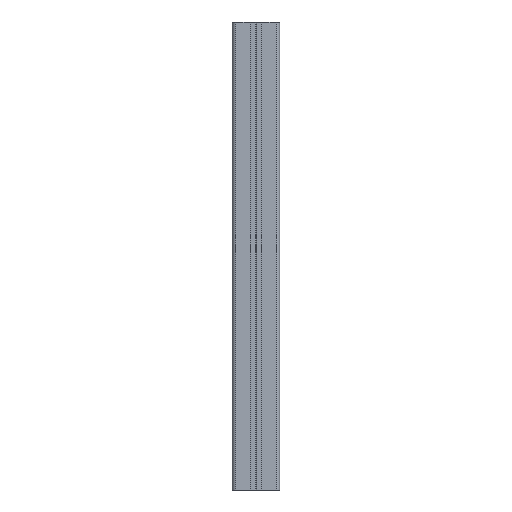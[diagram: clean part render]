
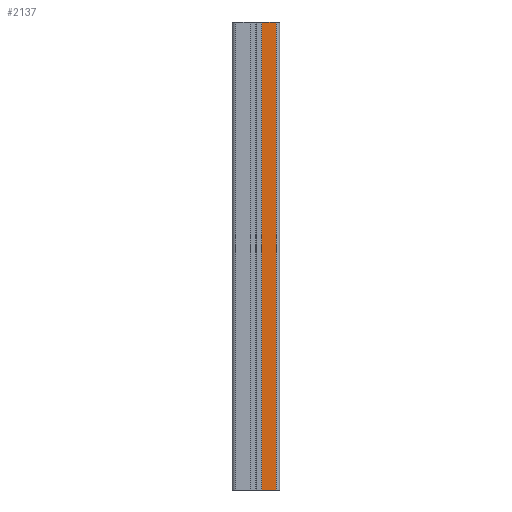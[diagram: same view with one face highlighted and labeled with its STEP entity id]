
A CAD part, left-side view. The second image highlights one B-rep face of the part: STEP entity #2137.
In plain terms, the highlighted planar face has unit normal (-1, 0, 0).
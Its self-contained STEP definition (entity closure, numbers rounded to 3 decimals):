
#348=ORIENTED_EDGE('',*,*,#917,.F.);
#349=ORIENTED_EDGE('',*,*,#993,.F.);
#350=ORIENTED_EDGE('',*,*,#835,.T.);
#351=ORIENTED_EDGE('',*,*,#994,.T.);
#835=EDGE_CURVE('',#1101,#1159,#1371,.T.);
#917=EDGE_CURVE('',#1241,#1242,#1405,.T.);
#993=EDGE_CURVE('',#1101,#1241,#1461,.T.);
#994=EDGE_CURVE('',#1159,#1242,#1462,.T.);
#1101=VERTEX_POINT('',#3061);
#1159=VERTEX_POINT('',#3177);
#1241=VERTEX_POINT('',#3342);
#1242=VERTEX_POINT('',#3344);
#1371=LINE('',#3178,#1623);
#1405=LINE('',#3343,#1657);
#1461=LINE('',#3494,#1713);
#1462=LINE('',#3496,#1714);
#1623=VECTOR('',#2506,1000.);
#1657=VECTOR('',#2638,1000.);
#1713=VECTOR('',#2736,1000.);
#1714=VECTOR('',#2739,1000.);
#1833=EDGE_LOOP('',(#348,#349,#350,#351));
#1953=FACE_BOUND('',#1833,.T.);
#2063=PLANE('',#2332);
#2137=ADVANCED_FACE('',(#1953),#2063,.T.);
#2332=AXIS2_PLACEMENT_3D('',#3495,#2737,#2738);
#2506=DIRECTION('',(0.,-1.,0.));
#2638=DIRECTION('',(0.,-1.,0.));
#2736=DIRECTION('',(0.,0.,1.));
#2737=DIRECTION('',(-1.,0.,0.));
#2738=DIRECTION('',(0.,0.,1.));
#2739=DIRECTION('',(0.,0.,1.));
#3061=CARTESIAN_POINT('',(-20.,-5.,-396.));
#3177=CARTESIAN_POINT('',(-20.,-17.,-396.));
#3178=CARTESIAN_POINT('',(-20.,-5.,-396.));
#3342=CARTESIAN_POINT('',(-20.,-5.,0.));
#3343=CARTESIAN_POINT('',(-20.,-5.,0.));
#3344=CARTESIAN_POINT('',(-20.,-17.,0.));
#3494=CARTESIAN_POINT('',(-20.,-5.,-396.));
#3495=CARTESIAN_POINT('',(-20.,-5.,-396.));
#3496=CARTESIAN_POINT('',(-20.,-17.,-396.));
